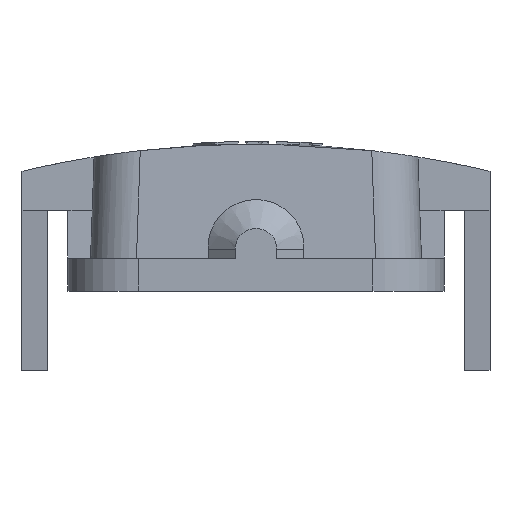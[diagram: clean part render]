
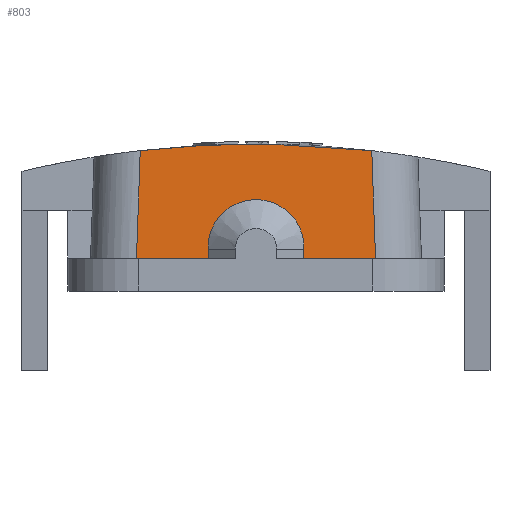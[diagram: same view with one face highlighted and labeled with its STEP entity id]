
A CAD part, left-side view. The second image highlights one B-rep face of the part: STEP entity #803.
In plain terms, the highlighted planar face has unit normal (-0.999, 0, 0.035).
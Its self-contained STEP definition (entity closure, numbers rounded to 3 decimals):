
#734=ELLIPSE('',#6549,121.974,121.9);
#743=ELLIPSE('',#6587,5.749,5.742);
#803=ADVANCED_FACE('',(#1280),#1068,.T.);
#1068=PLANE('',#6588);
#1280=FACE_OUTER_BOUND('',#1548,.T.);
#1548=EDGE_LOOP('',(#2112,#2113,#2114,#2115,#2116,#2117,#2118,#2119));
#2112=ORIENTED_EDGE('',*,*,#4033,.T.);
#2113=ORIENTED_EDGE('',*,*,#3983,.T.);
#2114=ORIENTED_EDGE('',*,*,#4034,.F.);
#2115=ORIENTED_EDGE('',*,*,#4035,.F.);
#2116=ORIENTED_EDGE('',*,*,#4036,.F.);
#2117=ORIENTED_EDGE('',*,*,#4005,.T.);
#2118=ORIENTED_EDGE('',*,*,#4037,.T.);
#2119=ORIENTED_EDGE('',*,*,#3927,.T.);
#3416=VERTEX_POINT('',#8995);
#3417=VERTEX_POINT('',#8997);
#3458=VERTEX_POINT('',#9153);
#3459=VERTEX_POINT('',#9155);
#3476=VERTEX_POINT('',#9197);
#3477=VERTEX_POINT('',#9199);
#3500=VERTEX_POINT('',#9257);
#3501=VERTEX_POINT('',#9259);
#3927=EDGE_CURVE('',#3417,#3416,#734,.T.);
#3983=EDGE_CURVE('',#3459,#3458,#5085,.T.);
#4005=EDGE_CURVE('',#3477,#3476,#5103,.T.);
#4033=EDGE_CURVE('',#3416,#3459,#5128,.T.);
#4034=EDGE_CURVE('',#3500,#3458,#5129,.T.);
#4035=EDGE_CURVE('',#3501,#3500,#743,.T.);
#4036=EDGE_CURVE('',#3477,#3501,#5130,.T.);
#4037=EDGE_CURVE('',#3476,#3417,#5131,.T.);
#5085=LINE('',#9154,#5705);
#5103=LINE('',#9198,#5723);
#5128=LINE('',#9255,#5748);
#5129=LINE('',#9256,#5749);
#5130=LINE('',#9260,#5750);
#5131=LINE('',#9261,#5751);
#5705=VECTOR('',#7341,1.);
#5723=VECTOR('',#7375,1.);
#5748=VECTOR('',#7418,1.);
#5749=VECTOR('',#7419,1.);
#5750=VECTOR('',#7422,1.);
#5751=VECTOR('',#7423,1.);
#6549=AXIS2_PLACEMENT_3D('',#8996,#7270,#7271);
#6587=AXIS2_PLACEMENT_3D('',#9258,#7420,#7421);
#6588=AXIS2_PLACEMENT_3D('',#9262,#7424,#7425);
#7270=DIRECTION('',(-0.999,0.,0.035));
#7271=DIRECTION('',(-0.035,0.,-0.999));
#7341=DIRECTION('',(0.,-1.,0.));
#7375=DIRECTION('',(0.,-1.,0.));
#7418=DIRECTION('',(-0.035,0.035,-0.999));
#7419=DIRECTION('',(-0.035,-0.035,-0.999));
#7420=DIRECTION('',(-0.999,0.,0.035));
#7421=DIRECTION('',(0.035,0.,0.999));
#7422=DIRECTION('',(0.035,-0.035,0.999));
#7423=DIRECTION('',(0.035,0.035,0.999));
#7424=DIRECTION('',(-0.999,0.,0.035));
#7425=DIRECTION('',(0.035,0.,0.999));
#8995=CARTESIAN_POINT('',(-57.649,13.853,14.81));
#8996=CARTESIAN_POINT('',(-61.878,0.,-106.3));
#8997=CARTESIAN_POINT('',(-57.649,-13.853,14.81));
#9153=CARTESIAN_POINT('',(-58.1,5.7,1.9));
#9154=CARTESIAN_POINT('',(-58.1,0.,1.9));
#9155=CARTESIAN_POINT('',(-58.1,14.303,1.9));
#9197=CARTESIAN_POINT('',(-58.1,-14.303,1.9));
#9198=CARTESIAN_POINT('',(-58.1,0.,1.9));
#9199=CARTESIAN_POINT('',(-58.1,-5.7,1.9));
#9255=CARTESIAN_POINT('',(-58.083,14.286,2.398));
#9256=CARTESIAN_POINT('',(-58.107,5.693,1.701));
#9257=CARTESIAN_POINT('',(-58.062,5.738,3.));
#9258=CARTESIAN_POINT('',(-58.055,0.,3.201));
#9259=CARTESIAN_POINT('',(-58.062,-5.738,3.));
#9260=CARTESIAN_POINT('',(-58.107,-5.693,1.701));
#9261=CARTESIAN_POINT('',(-58.083,-14.286,2.398));
#9262=CARTESIAN_POINT('',(-58.1,0.,1.9));
